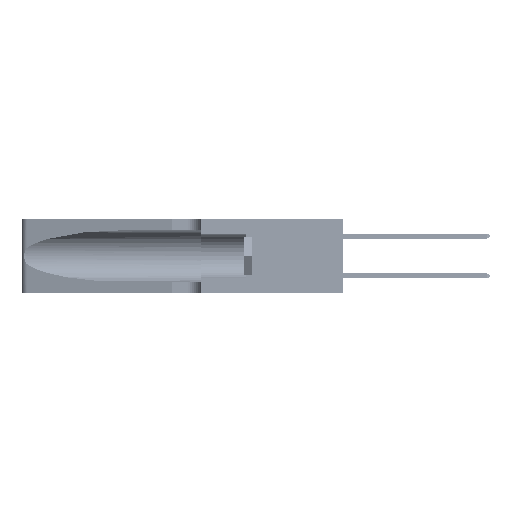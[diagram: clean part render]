
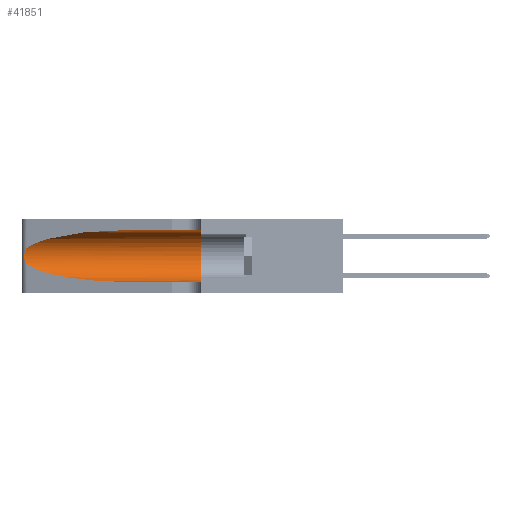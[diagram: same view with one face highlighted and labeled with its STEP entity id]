
A CAD part, left-side view. The second image highlights one B-rep face of the part: STEP entity #41851.
In plain terms, the highlighted cylindrical face has radius 3.308 mm (diameter 6.617 mm), a partial arc.
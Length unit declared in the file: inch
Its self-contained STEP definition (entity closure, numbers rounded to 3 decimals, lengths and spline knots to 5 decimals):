
#3929 = DIRECTION ( 'NONE',  ( 0., -1., 0. ) ) ;
#3948 = ORIENTED_EDGE ( 'NONE', *, *, #12797, .F. ) ;
#4940 = EDGE_LOOP ( 'NONE', ( #13680, #48808, #24569, #47940, #12424, #3948 ) ) ;
#6423 = VERTEX_POINT ( 'NONE', #42440 ) ;
#6901 = CARTESIAN_POINT ( 'NONE',  ( 0.25787, 1.23484, 0.2124 ) ) ;
#7076 = CARTESIAN_POINT ( 'NONE',  ( 0.26017, 1.23833, 0.17102 ) ) ;
#7167 = EDGE_CURVE ( 'NONE', #13461, #6423, #13305, .T. ) ;
#8445 = LINE ( 'NONE', #26341, #48669 ) ;
#8872 = CARTESIAN_POINT ( 'NONE',  ( 0.18966, 0.96281, 0.05475 ) ) ;
#9294 = DIRECTION ( 'NONE',  ( 0., 1., 0. ) ) ;
#9401 = CARTESIAN_POINT ( 'NONE',  ( 0.25487, 1.22718, 0.14631 ) ) ;
#9618 = DIRECTION ( 'NONE',  ( 0., -1., 0. ) ) ;
#11005 = CARTESIAN_POINT ( 'NONE',  ( 0.25854, 1.2359, 0.20912 ) ) ;
#11341 = CARTESIAN_POINT ( 'NONE',  ( 0.26075, 1.23896, 0.19203 ) ) ;
#12424 = ORIENTED_EDGE ( 'NONE', *, *, #13982, .F. ) ;
#12465 = FACE_OUTER_BOUND ( 'NONE', #4940, .T. ) ;
#12797 = EDGE_CURVE ( 'NONE', #36815, #38984, #8445, .T. ) ;
#13305 =( BOUNDED_CURVE ( )  B_SPLINE_CURVE ( 3, ( #9401, #49900, #8872, #13536 ),
 .UNSPECIFIED., .F., .T. ) 
 B_SPLINE_CURVE_WITH_KNOTS ( ( 4, 4 ),
 ( 3.44316, 4.71239 ),
 .UNSPECIFIED. ) 
 CURVE ( )  GEOMETRIC_REPRESENTATION_ITEM ( )  RATIONAL_B_SPLINE_CURVE ( ( 1., 0.87, 0.87, 1. ) ) 
 REPRESENTATION_ITEM ( '' )  );
#13461 = VERTEX_POINT ( 'NONE', #38824 ) ;
#13536 = CARTESIAN_POINT ( 'NONE',  ( 0.1305, 0.72297, 0.05475 ) ) ;
#13680 = ORIENTED_EDGE ( 'NONE', *, *, #32705, .T. ) ;
#13982 = EDGE_CURVE ( 'NONE', #38984, #29792, #15465, .T. ) ;
#14937 = CARTESIAN_POINT ( 'NONE',  ( 0.2373, 1.15595, 0.28018 ) ) ;
#14964 = CARTESIAN_POINT ( 'NONE',  ( 0.25639, 1.23184, 0.21858 ) ) ;
#15130 = CARTESIAN_POINT ( 'NONE',  ( 0.26018, 1.23835, 0.19895 ) ) ;
#15465 = CIRCLE ( 'NONE', #41074, 0.13025 ) ;
#15484 = LINE ( 'NONE', #27978, #16796 ) ;
#15940 =( BOUNDED_CURVE ( )  B_SPLINE_CURVE ( 3, ( #27323, #51985, #14937, #43423 ),
 .UNSPECIFIED., .F., .F. ) 
 B_SPLINE_CURVE_WITH_KNOTS ( ( 4, 4 ),
 ( 1.5708, 2.84003 ),
 .UNSPECIFIED. ) 
 CURVE ( )  GEOMETRIC_REPRESENTATION_ITEM ( )  RATIONAL_B_SPLINE_CURVE ( ( 1., 0.87, 0.87, 1. ) ) 
 REPRESENTATION_ITEM ( '' )  );
#16796 = VECTOR ( 'NONE', #3929, 39.37008 ) ;
#19086 = CARTESIAN_POINT ( 'NONE',  ( 0.25487, 1.22718, 0.14631 ) ) ;
#23218 = CARTESIAN_POINT ( 'NONE',  ( 0.26075, 1.23896, 0.178 ) ) ;
#24569 = ORIENTED_EDGE ( 'NONE', *, *, #7167, .T. ) ;
#24777 = EDGE_CURVE ( 'NONE', #46457, #13461, #43654, .T. ) ;
#26341 = CARTESIAN_POINT ( 'NONE',  ( 0.1305, 1.61858, 0.31525 ) ) ;
#27323 = CARTESIAN_POINT ( 'NONE',  ( 0.1305, 0.72297, 0.31525 ) ) ;
#27978 = CARTESIAN_POINT ( 'NONE',  ( 0.1305, 1.61858, 0.05475 ) ) ;
#29792 = VERTEX_POINT ( 'NONE', #51002 ) ;
#32705 = EDGE_CURVE ( 'NONE', #36815, #46457, #15940, .T. ) ;
#32803 = DIRECTION ( 'NONE',  ( 0., -1., 0. ) ) ;
#35824 = CARTESIAN_POINT ( 'NONE',  ( 0.25487, 1.22718, 0.22369 ) ) ;
#36209 = CARTESIAN_POINT ( 'NONE',  ( 0.1305, 0.35, 0.31525 ) ) ;
#36815 = VERTEX_POINT ( 'NONE', #38816 ) ;
#37577 = CARTESIAN_POINT ( 'NONE',  ( 0.1305, 1.61858, 0.185 ) ) ;
#38816 = CARTESIAN_POINT ( 'NONE',  ( 0.1305, 0.72297, 0.31525 ) ) ;
#38824 = CARTESIAN_POINT ( 'NONE',  ( 0.25487, 1.22718, 0.14631 ) ) ;
#38984 = VERTEX_POINT ( 'NONE', #36209 ) ;
#40091 = CARTESIAN_POINT ( 'NONE',  ( 0.25789, 1.23486, 0.15765 ) ) ;
#40837 = AXIS2_PLACEMENT_3D ( 'NONE', #37577, #32803, #49330 ) ;
#41074 = AXIS2_PLACEMENT_3D ( 'NONE', #46049, #9294, #42466 ) ;
#41851 = ADVANCED_FACE ( 'NONE', ( #12465 ), #44999, .F. ) ;
#42440 = CARTESIAN_POINT ( 'NONE',  ( 0.1305, 0.72297, 0.05475 ) ) ;
#42466 = DIRECTION ( 'NONE',  ( 0., 0., 1. ) ) ;
#43423 = CARTESIAN_POINT ( 'NONE',  ( 0.25487, 1.22718, 0.22369 ) ) ;
#43441 = CARTESIAN_POINT ( 'NONE',  ( 0.25555, 1.22993, 0.14849 ) ) ;
#43654 = B_SPLINE_CURVE_WITH_KNOTS ( 'NONE', 3,
 ( #35824, #52358, #14964, #6901, #11005, #15130, #11341, #23218, #7076, #43785, #40091, #51663, #43441, #19086 ),
 .UNSPECIFIED., .F., .F.,
 ( 4, 2, 2, 2, 2, 2, 4 ),
 ( 0., 0.00027, 0.00053, 0.00107, 0.0016, 0.00187, 0.00214 ),
 .UNSPECIFIED. ) ;
#43785 = CARTESIAN_POINT ( 'NONE',  ( 0.25856, 1.23593, 0.16098 ) ) ;
#44928 = CARTESIAN_POINT ( 'NONE',  ( 0.25487, 1.22718, 0.22369 ) ) ;
#44999 = CYLINDRICAL_SURFACE ( 'NONE', #40837, 0.13025 ) ;
#46049 = CARTESIAN_POINT ( 'NONE',  ( 0.1305, 0.35, 0.185 ) ) ;
#46457 = VERTEX_POINT ( 'NONE', #44928 ) ;
#47940 = ORIENTED_EDGE ( 'NONE', *, *, #51780, .T. ) ;
#48669 = VECTOR ( 'NONE', #9618, 39.37008 ) ;
#48808 = ORIENTED_EDGE ( 'NONE', *, *, #24777, .T. ) ;
#49330 = DIRECTION ( 'NONE',  ( 0., 0., -1. ) ) ;
#49900 = CARTESIAN_POINT ( 'NONE',  ( 0.2373, 1.15595, 0.08982 ) ) ;
#51002 = CARTESIAN_POINT ( 'NONE',  ( 0.1305, 0.35, 0.05475 ) ) ;
#51663 = CARTESIAN_POINT ( 'NONE',  ( 0.25639, 1.23186, 0.15144 ) ) ;
#51780 = EDGE_CURVE ( 'NONE', #6423, #29792, #15484, .T. ) ;
#51985 = CARTESIAN_POINT ( 'NONE',  ( 0.18966, 0.96281, 0.31525 ) ) ;
#52358 = CARTESIAN_POINT ( 'NONE',  ( 0.25555, 1.22994, 0.2215 ) ) ;
